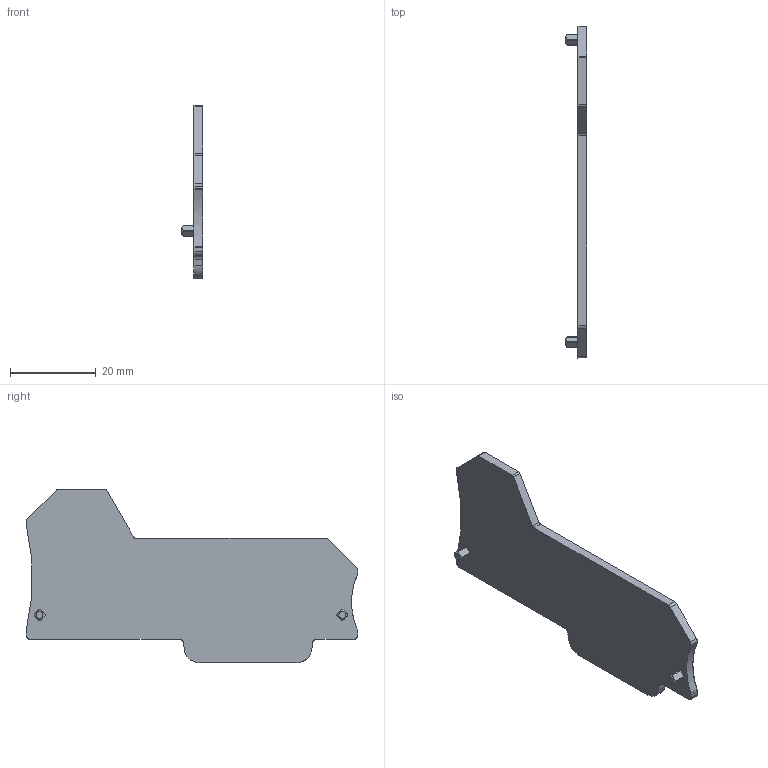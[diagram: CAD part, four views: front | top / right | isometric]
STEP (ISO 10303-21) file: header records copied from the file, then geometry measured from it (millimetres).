
FILE_DESCRIPTION(('CATIA V5 STEP Exchange','CAx-IF Rec.Pracs.--- Model Styling and Organization---1.4--- 2014-01-23'),'2;1');
FILE_NAME ('1481847-3_0', '2023-04-20T11:52:45+00:00', ('none'), ('Weidmueller'), 'CATIA Version 5-6 Release 2016 SP3 HF44', 'CATIA V5 STEP AP214', 'none');
FILE_SCHEMA(('AUTOMOTIVE_DESIGN { 1 0 10303 214 1 1 1 1 }'));
Length unit declared in the file: millimetre
Products named in the file (1): 2898850000
Bounding box: 5.1 x 77.6 x 40.5 mm (x, y, z)
Volume: 4550.5 mm3; surface area: 4813.1 mm2
Topology: 1 solids, 1 shells, 74 faces, 206 edges, 136 vertices
Faces by surface type: cylinder 26, plane 26, extrusion 18, cone 4
Entity records: 2637 total; most frequent: CARTESIAN_POINT 835, ORIENTED_EDGE 412, DIRECTION 272, EDGE_CURVE 206, VECTOR 138, VERTEX_POINT 136, LINE 120, AXIS2_PLACEMENT_3D 83
